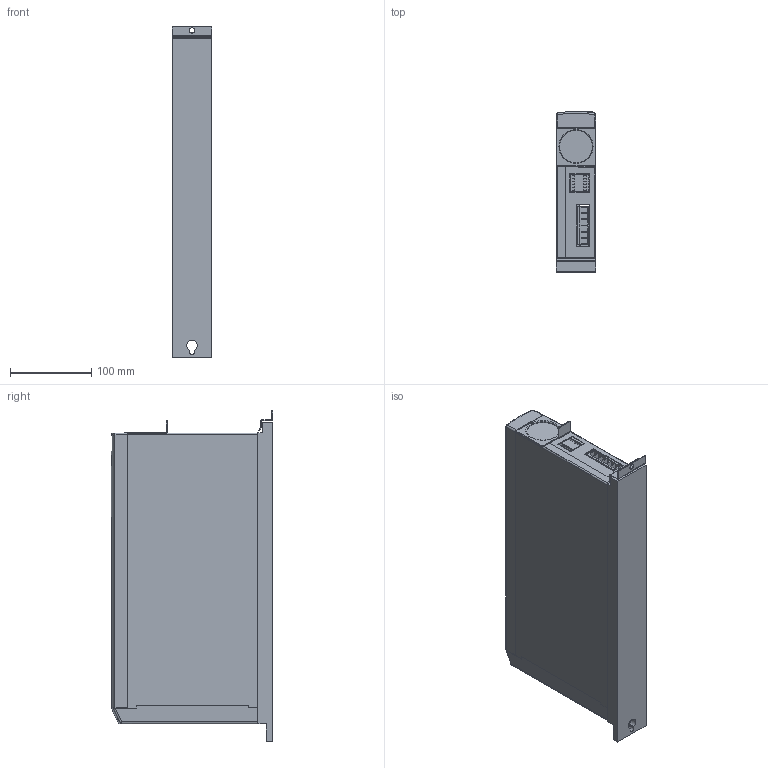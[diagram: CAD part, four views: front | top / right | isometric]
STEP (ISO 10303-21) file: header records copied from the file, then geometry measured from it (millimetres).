
FILE_DESCRIPTION (( 'STEP AP214' ), '1' );
FILE_NAME ('B0H6000-B000.STEP', '2010-12-10T08:59:55', ( 'KEB' ), ( 'Karl E. Brinkmann GmbH' ), 'SwSTEP 2.0', 'SolidWorks 2007', '' );
FILE_SCHEMA (( 'AUTOMOTIVE_DESIGN' ));
Length unit declared in the file: millimetre
Products named in the file (1): B0H6000-B000
Bounding box: 49 x 198.1 x 407 mm (x, y, z)
Volume: 883499.9 mm3; surface area: 426026.6 mm2
Topology: 21 solids, 32 shells, 1116 faces, 2847 edges, 1855 vertices
Faces by surface type: plane 818, cylinder 224, bspline 28, cone 26, torus 16, sphere 4
Entity records: 46860 total; most frequent: CARTESIAN_POINT 8066, ORIENTED_EDGE 5678, DIRECTION 4992, EDGE_CURVE 2839, VECTOR 2048, LINE 2048, VERTEX_POINT 1855, AXIS2_PLACEMENT_3D 1472
